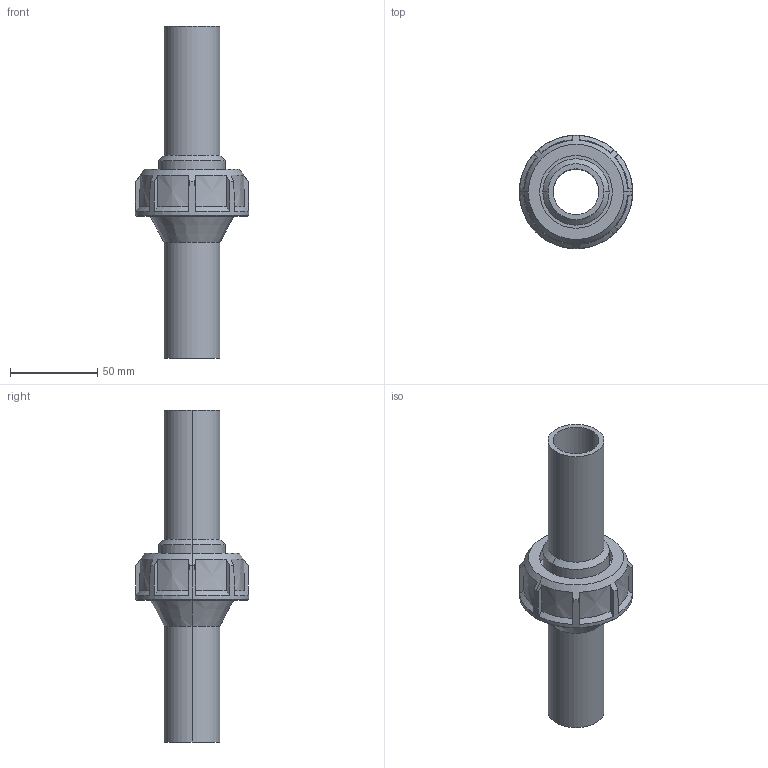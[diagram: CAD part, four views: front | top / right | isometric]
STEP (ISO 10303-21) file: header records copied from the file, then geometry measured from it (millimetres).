
FILE_DESCRIPTION(('STEP AP214'),'1');
FILE_NAME('bbml11032e.stp','2018-02-08T09:31:01',('TraceParts'),('TraceParts S.A.'),'Spatial InterOp 3D',' ',' ');
FILE_SCHEMA(('automotive_design'));
Length unit declared in the file: millimetre
Products named in the file (3): bbml11032e_1; bbml11032e_2; bbml11032e_3
Bounding box: 64.98 x 64.98 x 190 mm (x, y, z)
Volume: 117387.7 mm3; surface area: 52602.3 mm2
Topology: 3 solids, 3 shells, 68 faces, 169 edges, 109 vertices
Faces by surface type: cone 26, plane 24, cylinder 18
Entity records: 2636 total; most frequent: CARTESIAN_POINT 477, ORIENTED_EDGE 338, DIRECTION 324, EDGE_CURVE 169, AXIS2_PLACEMENT_3D 148, VERTEX_POINT 109, CIRCLE 77, EDGE_LOOP 76
